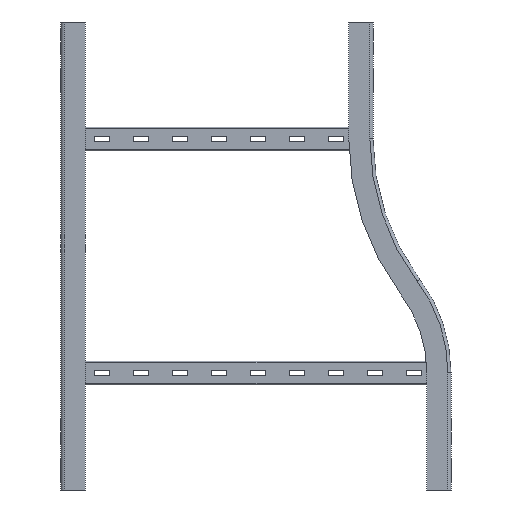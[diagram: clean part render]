
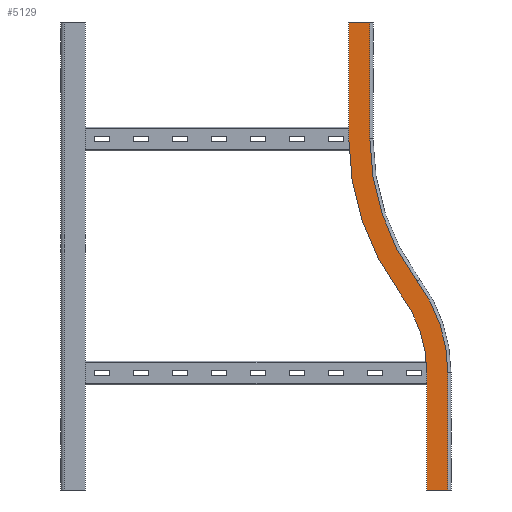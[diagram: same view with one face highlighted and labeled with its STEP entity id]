
A CAD part, front view. The second image highlights one B-rep face of the part: STEP entity #5129.
In plain terms, the highlighted planar face has unit normal (0, -1, 0).
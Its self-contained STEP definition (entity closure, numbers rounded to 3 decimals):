
#144=CIRCLE('',#5489,169.);
#146=CIRCLE('',#5492,196.);
#166=CIRCLE('',#5522,331.);
#168=CIRCLE('',#5525,304.);
#357=FACE_OUTER_BOUND('',#664,.T.);
#664=EDGE_LOOP('',(#3796,#3797,#3798,#3799,#3800,#3801,#3802,#3803,#3804,
#3805));
#1005=LINE('',#7462,#1630);
#1006=LINE('',#7468,#1631);
#1024=LINE('',#7600,#1649);
#1074=LINE('',#7705,#1699);
#1082=LINE('',#7723,#1707);
#1083=LINE('',#7725,#1708);
#1630=VECTOR('',#5994,10.);
#1631=VECTOR('',#5999,10.);
#1649=VECTOR('',#6167,10.);
#1699=VECTOR('',#6269,10.);
#1707=VECTOR('',#6291,10.);
#1708=VECTOR('',#6294,10.);
#2231=VERTEX_POINT('',#7455);
#2234=VERTEX_POINT('',#7460);
#2236=VERTEX_POINT('',#7465);
#2237=VERTEX_POINT('',#7467);
#2254=VERTEX_POINT('',#7521);
#2257=VERTEX_POINT('',#7528);
#2270=VERTEX_POINT('',#7575);
#2272=VERTEX_POINT('',#7581);
#2305=VERTEX_POINT('',#7703);
#2308=VERTEX_POINT('',#7721);
#2709=EDGE_CURVE('',#2231,#2234,#1005,.T.);
#2711=EDGE_CURVE('',#2236,#2237,#1006,.T.);
#2740=EDGE_CURVE('',#2254,#2231,#144,.T.);
#2742=EDGE_CURVE('',#2257,#2236,#146,.T.);
#2767=EDGE_CURVE('',#2270,#2254,#166,.T.);
#2769=EDGE_CURVE('',#2272,#2257,#168,.T.);
#2778=EDGE_CURVE('',#2237,#2234,#1024,.T.);
#2833=EDGE_CURVE('',#2305,#2272,#1074,.T.);
#2842=EDGE_CURVE('',#2308,#2305,#1082,.T.);
#2843=EDGE_CURVE('',#2270,#2308,#1083,.T.);
#3796=ORIENTED_EDGE('',*,*,#2833,.F.);
#3797=ORIENTED_EDGE('',*,*,#2842,.F.);
#3798=ORIENTED_EDGE('',*,*,#2843,.F.);
#3799=ORIENTED_EDGE('',*,*,#2767,.T.);
#3800=ORIENTED_EDGE('',*,*,#2740,.T.);
#3801=ORIENTED_EDGE('',*,*,#2709,.T.);
#3802=ORIENTED_EDGE('',*,*,#2778,.F.);
#3803=ORIENTED_EDGE('',*,*,#2711,.F.);
#3804=ORIENTED_EDGE('',*,*,#2742,.F.);
#3805=ORIENTED_EDGE('',*,*,#2769,.F.);
#4860=PLANE('',#5572);
#5129=ADVANCED_FACE('',(#357),#4860,.F.);
#5489=AXIS2_PLACEMENT_3D('',#7525,#6066,#6067);
#5492=AXIS2_PLACEMENT_3D('',#7530,#6072,#6073);
#5522=AXIS2_PLACEMENT_3D('',#7579,#6137,#6138);
#5525=AXIS2_PLACEMENT_3D('',#7584,#6143,#6144);
#5572=AXIS2_PLACEMENT_3D('',#7728,#6299,#6300);
#5994=DIRECTION('',(0.,0.,-1.));
#5999=DIRECTION('',(0.,0.,-1.));
#6066=DIRECTION('center_axis',(0.,1.,0.));
#6067=DIRECTION('ref_axis',(0.8,0.,0.6));
#6072=DIRECTION('center_axis',(0.,1.,0.));
#6073=DIRECTION('ref_axis',(0.8,0.,0.6));
#6137=DIRECTION('center_axis',(0.,-1.,0.));
#6138=DIRECTION('ref_axis',(-1.,0.,0.));
#6143=DIRECTION('center_axis',(0.,-1.,0.));
#6144=DIRECTION('ref_axis',(-1.,0.,0.));
#6167=DIRECTION('',(-1.,0.,0.));
#6269=DIRECTION('',(0.,0.,-1.));
#6291=DIRECTION('',(1.,0.,0.));
#6294=DIRECTION('',(0.,0.,1.));
#6299=DIRECTION('center_axis',(0.,1.,0.));
#6300=DIRECTION('ref_axis',(0.,0.,1.));
#7455=CARTESIAN_POINT('',(100.,0.,-300.));
#7460=CARTESIAN_POINT('',(100.,0.,-450.));
#7462=CARTESIAN_POINT('',(100.,0.,-300.));
#7465=CARTESIAN_POINT('',(127.,0.,-300.));
#7467=CARTESIAN_POINT('',(127.,0.,-450.));
#7468=CARTESIAN_POINT('',(127.,0.,-300.));
#7521=CARTESIAN_POINT('',(66.2,0.,-198.6));
#7525=CARTESIAN_POINT('Origin',(-69.,0.,
-300.));
#7528=CARTESIAN_POINT('',(87.8,0.,-182.4));
#7530=CARTESIAN_POINT('Origin',(-69.,0.,-300.));
#7575=CARTESIAN_POINT('',(0.,0.,0.));
#7579=CARTESIAN_POINT('Origin',(331.,0.,
0.));
#7581=CARTESIAN_POINT('',(27.,0.,0.));
#7584=CARTESIAN_POINT('Origin',(331.,0.,
0.));
#7600=CARTESIAN_POINT('',(127.,0.,-450.));
#7703=CARTESIAN_POINT('',(27.,0.,150.));
#7705=CARTESIAN_POINT('',(27.,0.,75.));
#7721=CARTESIAN_POINT('',(0.,0.,150.));
#7723=CARTESIAN_POINT('',(0.,0.,150.));
#7725=CARTESIAN_POINT('',(0.,0.,0.));
#7728=CARTESIAN_POINT('Origin',(80.786,0.,75.));
